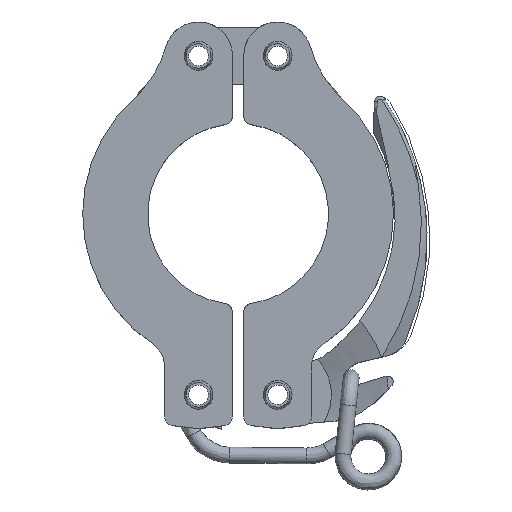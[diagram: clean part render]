
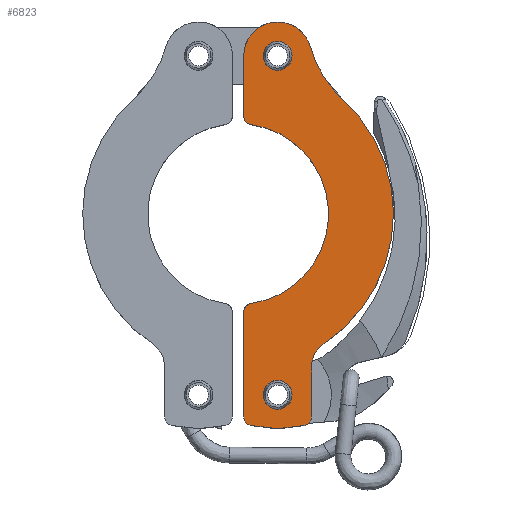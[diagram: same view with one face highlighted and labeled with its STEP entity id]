
A CAD part, top view. The second image highlights one B-rep face of the part: STEP entity #6823.
In plain terms, the highlighted planar face has unit normal (0, 0, 1).
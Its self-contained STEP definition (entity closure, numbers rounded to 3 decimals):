
#5837=CARTESIAN_POINT('',(15.231,-22.897,8.0));
#5838=VERTEX_POINT('',#5837);
#5845=CARTESIAN_POINT('',(13.,-27.06,8.0));
#5846=VERTEX_POINT('',#5845);
#5847=CARTESIAN_POINT('',(18.,-27.06,8.0));
#5848=DIRECTION('',(0.0,0.0,-1.0));
#5849=DIRECTION('',(1.0,0.0,0.0));
#5850=AXIS2_PLACEMENT_3D('',#5847,#5848,#5849);
#5851=CIRCLE('',#5850,5.0);
#5852=EDGE_CURVE('',#5838,#5846,#5851,.F.);
#5990=CARTESIAN_POINT('',(4.45,-32.0,8.0));
#5991=VERTEX_POINT('',#5990);
#5992=CARTESIAN_POINT('',(7.,-32.0,8.));
#5993=DIRECTION('',(0.0,0.0,-1.0));
#5994=DIRECTION('',(1.0,0.0,0.0));
#5995=AXIS2_PLACEMENT_3D('',#5992,#5993,#5994);
#5996=CIRCLE('',#5995,2.55);
#5997=EDGE_CURVE('',#5991,#5991,#5996,.T.);
#6250=CARTESIAN_POINT('',(4.45,28.,8.0));
#6251=VERTEX_POINT('',#6250);
#6252=CARTESIAN_POINT('',(7.,28.,8.));
#6253=DIRECTION('',(0.0,0.0,-1.0));
#6254=DIRECTION('',(1.0,0.0,0.0));
#6255=AXIS2_PLACEMENT_3D('',#6252,#6253,#6254);
#6256=CIRCLE('',#6255,2.55);
#6257=EDGE_CURVE('',#6251,#6251,#6256,.T.);
#6517=CARTESIAN_POINT('',(1.,17.407,8.0));
#6518=VERTEX_POINT('',#6517);
#6525=CARTESIAN_POINT('',(1.,28.,8.0));
#6526=VERTEX_POINT('',#6525);
#6527=CARTESIAN_POINT('',(1.,17.407,8.0));
#6528=DIRECTION('',(0.0,1.0,0.0));
#6529=VECTOR('',#6528,10.593);
#6530=LINE('',#6527,#6529);
#6531=EDGE_CURVE('',#6518,#6526,#6530,.T.);
#6548=CARTESIAN_POINT('',(1.,-17.407,8.0));
#6549=VERTEX_POINT('',#6548);
#6556=CARTESIAN_POINT('',(2.364,-15.824,8.0));
#6557=VERTEX_POINT('',#6556);
#6558=CARTESIAN_POINT('',(2.6,-17.407,8.));
#6559=DIRECTION('',(0.0,0.0,1.0));
#6560=DIRECTION('',(-1.0,0.0,0.0));
#6561=AXIS2_PLACEMENT_3D('',#6558,#6559,#6560);
#6562=CIRCLE('',#6561,1.6);
#6563=EDGE_CURVE('',#6549,#6557,#6562,.F.);
#6613=CARTESIAN_POINT('',(2.364,15.824,8.0));
#6614=VERTEX_POINT('',#6613);
#6615=CARTESIAN_POINT('',(0.,0.,8.));
#6616=DIRECTION('',(0.,0.,-1.0));
#6617=DIRECTION('',(-0.148,-0.989,0.));
#6618=AXIS2_PLACEMENT_3D('',#6615,#6616,#6617);
#6619=CIRCLE('',#6618,16.);
#6620=EDGE_CURVE('',#6557,#6614,#6619,.F.);
#6663=CARTESIAN_POINT('',(2.6,17.407,8.));
#6664=DIRECTION('',(0.,0.,1.));
#6665=DIRECTION('',(-0.148,-0.989,0.));
#6666=AXIS2_PLACEMENT_3D('',#6663,#6664,#6665);
#6667=CIRCLE('',#6666,1.6);
#6668=EDGE_CURVE('',#6614,#6518,#6667,.F.);
#6732=CARTESIAN_POINT('',(11.989,-2.358,8.0));
#6733=DIRECTION('',(0.0,0.0,-1.0));
#6734=DIRECTION('',(-1.0,0.0,0.0));
#6735=AXIS2_PLACEMENT_3D('',#6732,#6733,#6734);
#6736=PLANE('',#6735);
#6737=CARTESIAN_POINT('',(12.773,29.636,8.0));
#6738=VERTEX_POINT('',#6737);
#6739=CARTESIAN_POINT('',(18.535,20.315,8.));
#6740=VERTEX_POINT('',#6739);
#6741=CARTESIAN_POINT('',(32.015,35.09,8.0));
#6742=DIRECTION('',(0.,0.,-1.));
#6743=DIRECTION('',(0.674,0.739,0.));
#6744=AXIS2_PLACEMENT_3D('',#6741,#6742,#6743);
#6745=CIRCLE('',#6744,20.);
#6746=EDGE_CURVE('',#6738,#6740,#6745,.F.);
#6747=ORIENTED_EDGE('',*,*,#6746,.F.);
#6748=CARTESIAN_POINT('',(7.,28.,8.));
#6749=DIRECTION('',(0.0,0.0,1.0));
#6750=DIRECTION('',(-1.0,0.0,0.0));
#6751=AXIS2_PLACEMENT_3D('',#6748,#6749,#6750);
#6752=CIRCLE('',#6751,6.);
#6753=EDGE_CURVE('',#6526,#6738,#6752,.F.);
#6754=ORIENTED_EDGE('',*,*,#6753,.F.);
#6755=ORIENTED_EDGE('',*,*,#6531,.F.);
#6756=ORIENTED_EDGE('',*,*,#6668,.F.);
#6757=ORIENTED_EDGE('',*,*,#6620,.F.);
#6758=ORIENTED_EDGE('',*,*,#6563,.F.);
#6759=CARTESIAN_POINT('',(1.,-35.848,8.0));
#6760=VERTEX_POINT('',#6759);
#6761=CARTESIAN_POINT('',(1.,-35.848,8.0));
#6762=DIRECTION('',(0.0,1.0,0.0));
#6763=VECTOR('',#6762,18.441);
#6764=LINE('',#6761,#6763);
#6765=EDGE_CURVE('',#6760,#6549,#6764,.T.);
#6766=ORIENTED_EDGE('',*,*,#6765,.F.);
#6767=CARTESIAN_POINT('',(2.405,-37.436,8.0));
#6768=VERTEX_POINT('',#6767);
#6769=CARTESIAN_POINT('',(2.6,-35.848,8.));
#6770=DIRECTION('',(0.,0.,1.));
#6771=DIRECTION('',(-0.122,-0.993,0.));
#6772=AXIS2_PLACEMENT_3D('',#6769,#6770,#6771);
#6773=CIRCLE('',#6772,1.6);
#6774=EDGE_CURVE('',#6768,#6760,#6773,.F.);
#6775=ORIENTED_EDGE('',*,*,#6774,.F.);
#6776=CARTESIAN_POINT('',(7.,-38.,8.0));
#6777=VERTEX_POINT('',#6776);
#6778=CARTESIAN_POINT('',(7.,-38.,8.0));
#6779=DIRECTION('',(-0.993,0.122,0.0));
#6780=VECTOR('',#6779,4.629);
#6781=LINE('',#6778,#6780);
#6782=EDGE_CURVE('',#6777,#6768,#6781,.T.);
#6783=ORIENTED_EDGE('',*,*,#6782,.F.);
#6784=CARTESIAN_POINT('',(11.595,-37.436,8.0));
#6785=VERTEX_POINT('',#6784);
#6786=CARTESIAN_POINT('',(11.595,-37.436,8.0));
#6787=DIRECTION('',(-0.993,-0.122,0.0));
#6788=VECTOR('',#6787,4.629);
#6789=LINE('',#6786,#6788);
#6790=EDGE_CURVE('',#6785,#6777,#6789,.T.);
#6791=ORIENTED_EDGE('',*,*,#6790,.F.);
#6792=CARTESIAN_POINT('',(13.,-35.848,8.0));
#6793=VERTEX_POINT('',#6792);
#6794=CARTESIAN_POINT('',(11.4,-35.848,8.0));
#6795=DIRECTION('',(0.0,0.0,1.0));
#6796=DIRECTION('',(1.0,0.0,0.0));
#6797=AXIS2_PLACEMENT_3D('',#6794,#6795,#6796);
#6798=CIRCLE('',#6797,1.6);
#6799=EDGE_CURVE('',#6793,#6785,#6798,.F.);
#6800=ORIENTED_EDGE('',*,*,#6799,.F.);
#6801=CARTESIAN_POINT('',(13.,-27.06,8.0));
#6802=DIRECTION('',(0.0,-1.0,0.0));
#6803=VECTOR('',#6802,8.788);
#6804=LINE('',#6801,#6803);
#6805=EDGE_CURVE('',#5846,#6793,#6804,.T.);
#6806=ORIENTED_EDGE('',*,*,#6805,.F.);
#6807=ORIENTED_EDGE('',*,*,#5852,.F.);
#6808=CARTESIAN_POINT('',(0.,0.,8.));
#6809=DIRECTION('',(0.,0.,1.));
#6810=DIRECTION('',(0.674,0.739,0.));
#6811=AXIS2_PLACEMENT_3D('',#6808,#6809,#6810);
#6812=CIRCLE('',#6811,27.5);
#6813=EDGE_CURVE('',#6740,#5838,#6812,.F.);
#6814=ORIENTED_EDGE('',*,*,#6813,.F.);
#6815=EDGE_LOOP('',(#6747,#6754,#6755,#6756,#6757,#6758,#6766,#6775,#6783,#6791,#6800,#6806,#6807,#6814));
#6816=FACE_OUTER_BOUND('',#6815,.T.);
#6817=ORIENTED_EDGE('',*,*,#5997,.T.);
#6818=EDGE_LOOP('',(#6817));
#6819=FACE_BOUND('',#6818,.T.);
#6820=ORIENTED_EDGE('',*,*,#6257,.T.);
#6821=EDGE_LOOP('',(#6820));
#6822=FACE_BOUND('',#6821,.T.);
#6823=ADVANCED_FACE('',(#6816,#6819,#6822),#6736,.F.);
